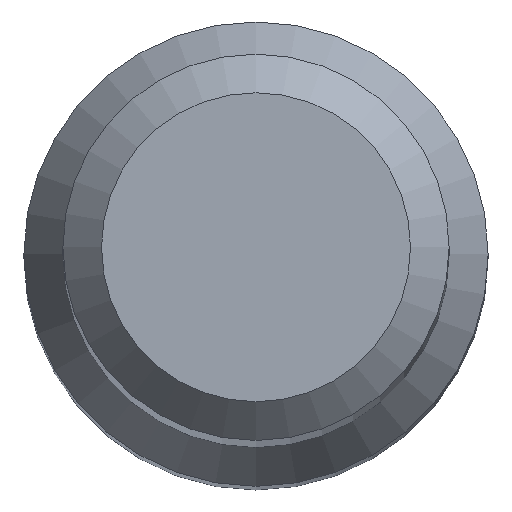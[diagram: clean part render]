
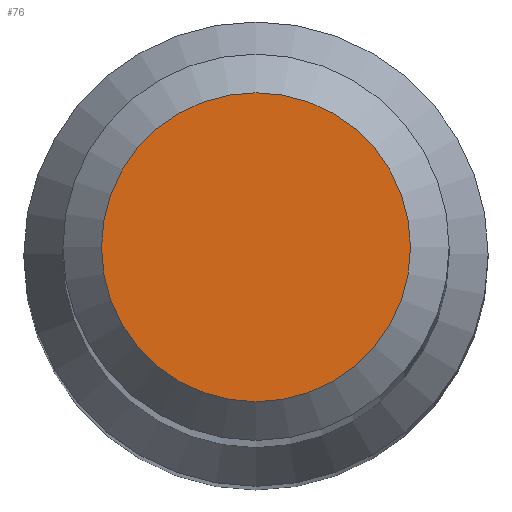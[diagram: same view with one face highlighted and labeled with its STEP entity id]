
A CAD part, top view. The second image highlights one B-rep face of the part: STEP entity #76.
In plain terms, the highlighted planar face has unit normal (0, 0, 1).
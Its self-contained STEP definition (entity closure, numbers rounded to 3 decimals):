
#29 = PLANE ( 'NONE',  #61 ) ;
#30 = DIRECTION ( 'NONE',  ( 0., 0., -1. ) ) ;
#49 = CARTESIAN_POINT ( 'NONE',  ( 0., 0., 63. ) ) ;
#52 = ORIENTED_EDGE ( 'NONE', *, *, #101, .F. ) ;
#61 = AXIS2_PLACEMENT_3D ( 'NONE', #105, #30, #107 ) ;
#76 = ADVANCED_FACE ( 'NONE', ( #142 ), #29, .F. ) ;
#78 = VERTEX_POINT ( 'NONE', #116 ) ;
#101 = EDGE_CURVE ( 'NONE', #78, #78, #210, .T. ) ;
#105 = CARTESIAN_POINT ( 'NONE',  ( 0., 0., 63. ) ) ;
#107 = DIRECTION ( 'NONE',  ( 0., 1., 0. ) ) ;
#108 = AXIS2_PLACEMENT_3D ( 'NONE', #49, #126, #183 ) ;
#113 = EDGE_LOOP ( 'NONE', ( #52 ) ) ;
#116 = CARTESIAN_POINT ( 'NONE',  ( 0., 1.6, 63. ) ) ;
#126 = DIRECTION ( 'NONE',  ( 0., 0., -1. ) ) ;
#142 = FACE_OUTER_BOUND ( 'NONE', #113, .T. ) ;
#183 = DIRECTION ( 'NONE',  ( 0., 1., 0. ) ) ;
#210 = CIRCLE ( 'NONE', #108, 1.6 ) ;
